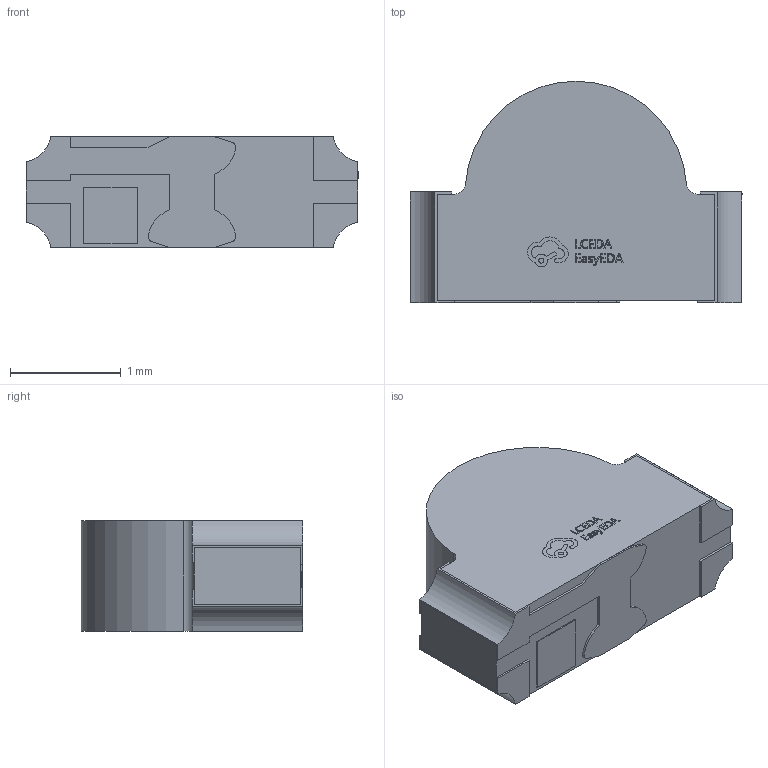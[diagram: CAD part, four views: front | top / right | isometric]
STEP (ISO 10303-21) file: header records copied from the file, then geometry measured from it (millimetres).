
FILE_DESCRIPTION (( 'STEP AP214' ), '1' );
FILE_NAME ('LED-SMD_3P-L3.0-W2.0-H1.0.STEP', '2025-09-18T04:02:36', ( '' ), ( '' ), 'SwSTEP 2.0', 'SolidWorks 2021', '' );
FILE_SCHEMA (( 'AUTOMOTIVE_DESIGN' ));
Length unit declared in the file: millimetre
Products named in the file (1): LED-SMD_3P-L3.0-W2.0-H1.0
Bounding box: 3 x 2 x 1 mm (x, y, z)
Volume: 4.4 mm3; surface area: 23.4 mm2
Topology: 5 solids, 5 shells, 306 faces, 828 edges, 552 vertices
Faces by surface type: plane 181, bspline 98, cylinder 27
Entity records: 13514 total; most frequent: CARTESIAN_POINT 2993, ORIENTED_EDGE 1656, DIRECTION 1100, EDGE_CURVE 828, LINE 574, VECTOR 574, VERTEX_POINT 552, EDGE_LOOP 326
